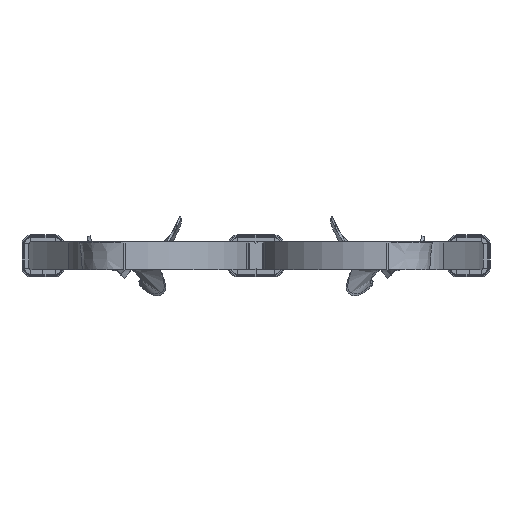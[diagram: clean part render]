
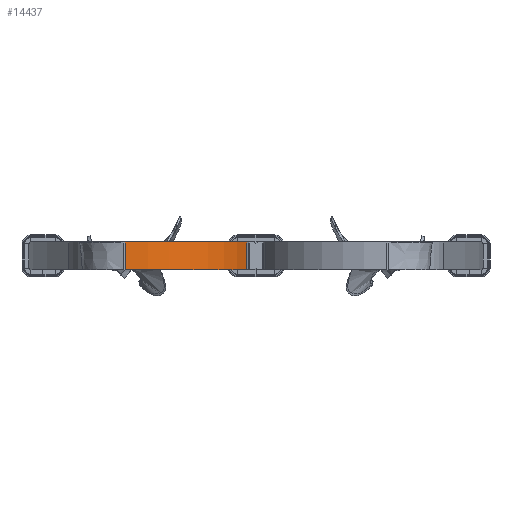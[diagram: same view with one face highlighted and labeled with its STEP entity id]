
A CAD part, front view. The second image highlights one B-rep face of the part: STEP entity #14437.
In plain terms, the highlighted cylindrical face has radius 74.288 mm (diameter 148.577 mm), a partial arc.
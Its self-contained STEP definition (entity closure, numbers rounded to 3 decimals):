
#1948 = CARTESIAN_POINT ( 'NONE',  ( -75., -245.712, 8. ) ) ;
#2198 = DIRECTION ( 'NONE',  ( 0., 0., 1. ) ) ;
#2814 = ORIENTED_EDGE ( 'NONE', *, *, #76745, .F. ) ;
#7790 = AXIS2_PLACEMENT_3D ( 'NONE', #1948, #2198, #37361 ) ;
#8197 = LINE ( 'NONE', #37384, #41343 ) ;
#10680 = DIRECTION ( 'NONE',  ( -1., 0., 0. ) ) ;
#14437 = ADVANCED_FACE ( 'NONE', ( #39123 ), #48589, .T. ) ;
#17042 = VERTEX_POINT ( 'NONE', #44578 ) ;
#19066 = VERTEX_POINT ( 'NONE', #34333 ) ;
#19993 = EDGE_CURVE ( 'NONE', #19066, #64328, #42522, .T. ) ;
#27466 = LINE ( 'NONE', #42278, #41629 ) ;
#28406 = DIRECTION ( 'NONE',  ( 0., 0., 1. ) ) ;
#30138 = ORIENTED_EDGE ( 'NONE', *, *, #71167, .F. ) ;
#31073 = DIRECTION ( 'NONE',  ( 0., 0., 1. ) ) ;
#32117 = CARTESIAN_POINT ( 'NONE',  ( -75., -245.712, 0. ) ) ;
#33400 = DIRECTION ( 'NONE',  ( 0., 0., 1. ) ) ;
#34333 = CARTESIAN_POINT ( 'NONE',  ( -74.952, -320., -8. ) ) ;
#37361 = DIRECTION ( 'NONE',  ( -1., 0., 0. ) ) ;
#37384 = CARTESIAN_POINT ( 'NONE',  ( -74.952, -320., 0. ) ) ;
#39123 = FACE_OUTER_BOUND ( 'NONE', #76368, .T. ) ;
#41343 = VECTOR ( 'NONE', #33400, 1000. ) ;
#41629 = VECTOR ( 'NONE', #72901, 1000. ) ;
#42278 = CARTESIAN_POINT ( 'NONE',  ( -5.212, -271.175, 8. ) ) ;
#42522 = CIRCLE ( 'NONE', #49985, 74.288 ) ;
#44128 = EDGE_CURVE ( 'NONE', #17042, #64328, #27466, .T. ) ;
#44578 = CARTESIAN_POINT ( 'NONE',  ( -5.212, -271.175, 8. ) ) ;
#44715 = CIRCLE ( 'NONE', #7790, 74.288 ) ;
#46596 = VERTEX_POINT ( 'NONE', #72715 ) ;
#48589 = CYLINDRICAL_SURFACE ( 'NONE', #75883, 74.288 ) ;
#49985 = AXIS2_PLACEMENT_3D ( 'NONE', #64840, #28406, #10680 ) ;
#64328 = VERTEX_POINT ( 'NONE', #72911 ) ;
#64840 = CARTESIAN_POINT ( 'NONE',  ( -75., -245.712, -8. ) ) ;
#67808 = DIRECTION ( 'NONE',  ( -1., 0., 0. ) ) ;
#71167 = EDGE_CURVE ( 'NONE', #19066, #46596, #8197, .T. ) ;
#72715 = CARTESIAN_POINT ( 'NONE',  ( -74.952, -320., 8. ) ) ;
#72901 = DIRECTION ( 'NONE',  ( 0., 0., -1. ) ) ;
#72911 = CARTESIAN_POINT ( 'NONE',  ( -5.212, -271.175, -8. ) ) ;
#75883 = AXIS2_PLACEMENT_3D ( 'NONE', #32117, #31073, #67808 ) ;
#76368 = EDGE_LOOP ( 'NONE', ( #30138, #77325, #77383, #2814 ) ) ;
#76745 = EDGE_CURVE ( 'NONE', #46596, #17042, #44715, .T. ) ;
#77325 = ORIENTED_EDGE ( 'NONE', *, *, #19993, .T. ) ;
#77383 = ORIENTED_EDGE ( 'NONE', *, *, #44128, .F. ) ;
